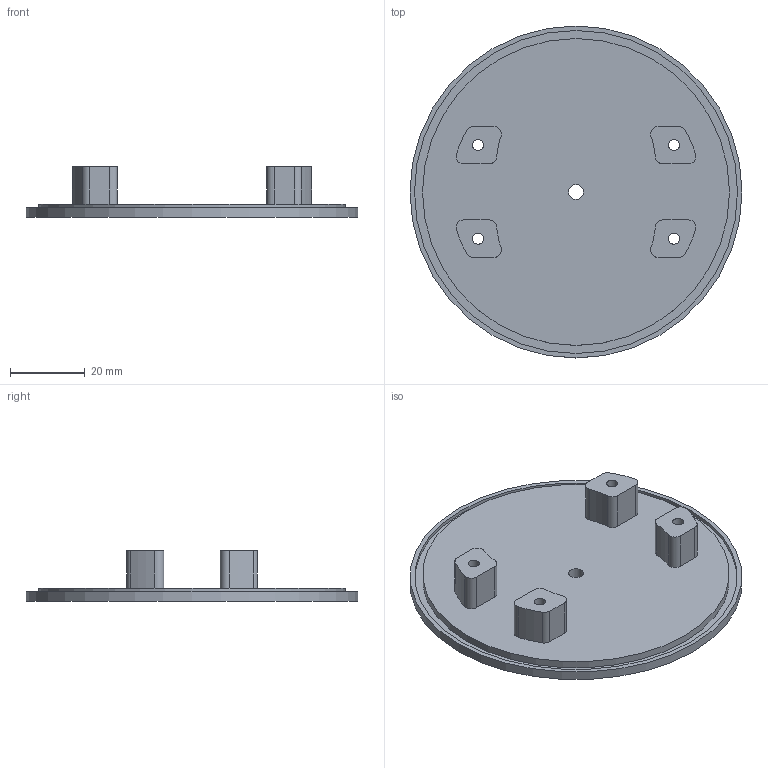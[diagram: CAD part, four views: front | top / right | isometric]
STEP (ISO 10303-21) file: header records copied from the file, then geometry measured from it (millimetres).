
FILE_DESCRIPTION(/* description */ (''),/* implementation_level */ '2;1');
FILE_NAME(/* name */ 'Bell_base.step',/* time_stamp */ '2020-04-26T17:09:50+02:00',/* author */ (''),/* organization */ (''),/* preprocessor_version */ 'ST-DEVELOPER v18.1',/* originating_system */ 'Autodesk Translation Framework v9.2.0.1227',/* authorisation */ '');
FILE_SCHEMA (('AUTOMOTIVE_DESIGN { 1 0 10303 214 3 1 1 }'));
Length unit declared in the file: millimetre
Products named in the file (1): Bell_base
Bounding box: 88.7 x 88.7 x 13.5 mm (x, y, z)
Volume: 23299.6 mm3; surface area: 16024.1 mm2
Topology: 1 solids, 1 shells, 76 faces, 197 edges, 133 vertices
Faces by surface type: plane 44, cylinder 32
Full cylindrical faces by diameter (mm): 3 x4, 4 x1, 82 x1, 86.3 x1, 88.7 x1
Entity records: 2403 total; most frequent: DIRECTION 420, CARTESIAN_POINT 407, ORIENTED_EDGE 394, EDGE_CURVE 197, AXIS2_PLACEMENT_3D 146, VERTEX_POINT 133, LINE 128, VECTOR 128
